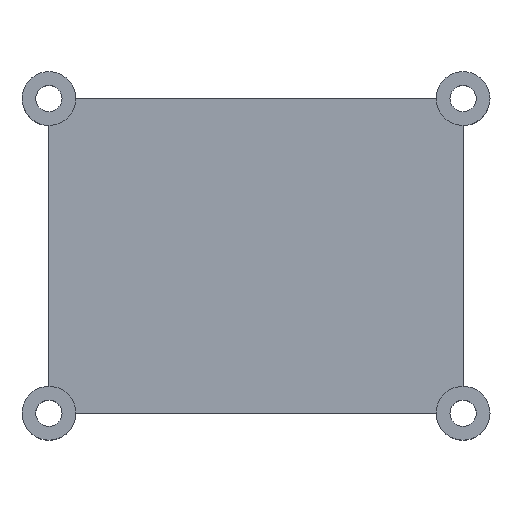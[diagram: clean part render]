
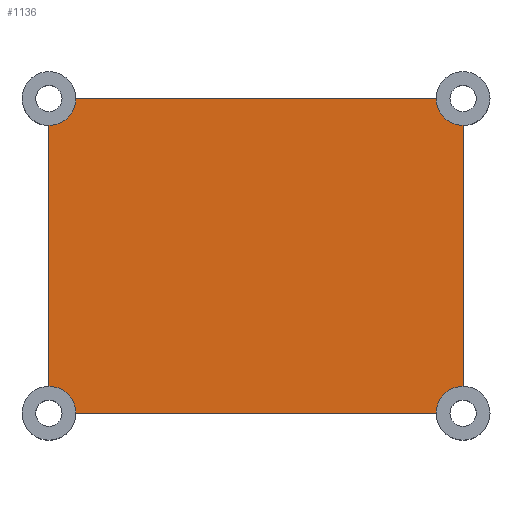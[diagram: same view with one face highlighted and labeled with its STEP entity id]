
A CAD part, top view. The second image highlights one B-rep face of the part: STEP entity #1136.
In plain terms, the highlighted planar face has unit normal (0, 0, 1).
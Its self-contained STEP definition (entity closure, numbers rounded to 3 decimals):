
#23=CIRCLE('',#1179,2.);
#27=CIRCLE('',#1185,2.);
#32=CIRCLE('',#1192,2.);
#35=CIRCLE('',#1197,2.);
#82=FACE_OUTER_BOUND('',#150,.T.);
#150=EDGE_LOOP('',(#885,#886,#887,#888,#889,#890,#891,#892));
#197=LINE('',#1593,#337);
#224=LINE('',#1695,#364);
#225=LINE('',#1697,#365);
#259=LINE('',#1761,#399);
#337=VECTOR('',#1275,10.);
#364=VECTOR('',#1386,10.);
#365=VECTOR('',#1389,10.);
#399=VECTOR('',#1427,10.);
#476=VERTEX_POINT('',#1590);
#477=VERTEX_POINT('',#1592);
#481=VERTEX_POINT('',#1604);
#484=VERTEX_POINT('',#1614);
#486=VERTEX_POINT('',#1617);
#490=VERTEX_POINT('',#1628);
#492=VERTEX_POINT('',#1637);
#494=VERTEX_POINT('',#1640);
#583=EDGE_CURVE('',#477,#476,#197,.T.);
#590=EDGE_CURVE('',#476,#481,#23,.T.);
#595=EDGE_CURVE('',#486,#484,#27,.T.);
#602=EDGE_CURVE('',#490,#477,#32,.T.);
#606=EDGE_CURVE('',#494,#492,#35,.T.);
#634=EDGE_CURVE('',#484,#490,#224,.T.);
#635=EDGE_CURVE('',#492,#486,#225,.T.);
#669=EDGE_CURVE('',#481,#494,#259,.T.);
#885=ORIENTED_EDGE('',*,*,#590,.T.);
#886=ORIENTED_EDGE('',*,*,#669,.T.);
#887=ORIENTED_EDGE('',*,*,#606,.T.);
#888=ORIENTED_EDGE('',*,*,#635,.T.);
#889=ORIENTED_EDGE('',*,*,#595,.T.);
#890=ORIENTED_EDGE('',*,*,#634,.T.);
#891=ORIENTED_EDGE('',*,*,#602,.T.);
#892=ORIENTED_EDGE('',*,*,#583,.T.);
#1076=PLANE('',#1222);
#1136=ADVANCED_FACE('',(#82),#1076,.T.);
#1179=AXIS2_PLACEMENT_3D('',#1607,#1286,#1287);
#1185=AXIS2_PLACEMENT_3D('',#1618,#1299,#1300);
#1192=AXIS2_PLACEMENT_3D('',#1631,#1315,#1316);
#1197=AXIS2_PLACEMENT_3D('',#1641,#1326,#1327);
#1222=AXIS2_PLACEMENT_3D('',#1762,#1428,#1429);
#1275=DIRECTION('',(-1.,0.,0.));
#1286=DIRECTION('center_axis',(0.,0.,-1.));
#1287=DIRECTION('ref_axis',(-1.,0.,0.));
#1299=DIRECTION('center_axis',(0.,0.,-1.));
#1300=DIRECTION('ref_axis',(-1.,0.,0.));
#1315=DIRECTION('center_axis',(0.,0.,-1.));
#1316=DIRECTION('ref_axis',(-1.,0.,0.));
#1326=DIRECTION('center_axis',(0.,0.,-1.));
#1327=DIRECTION('ref_axis',(-1.,0.,0.));
#1386=DIRECTION('',(0.,1.,0.));
#1389=DIRECTION('',(1.,0.,0.));
#1427=DIRECTION('',(0.,-1.,0.));
#1428=DIRECTION('center_axis',(0.,0.,1.));
#1429=DIRECTION('ref_axis',(1.,0.,0.));
#1590=CARTESIAN_POINT('',(125.75,-88.87,28.8));
#1592=CARTESIAN_POINT('',(152.55,-88.87,28.8));
#1593=CARTESIAN_POINT('',(123.75,-88.87,28.8));
#1604=CARTESIAN_POINT('',(123.75,-90.87,28.8));
#1607=CARTESIAN_POINT('Origin',(123.75,-88.87,28.8));
#1614=CARTESIAN_POINT('',(154.55,-110.27,28.8));
#1617=CARTESIAN_POINT('',(152.55,-112.27,28.8));
#1618=CARTESIAN_POINT('Origin',(154.55,-112.27,28.8));
#1628=CARTESIAN_POINT('',(154.55,-90.87,28.8));
#1631=CARTESIAN_POINT('Origin',(154.55,-88.87,28.8));
#1637=CARTESIAN_POINT('',(125.75,-112.27,28.8));
#1640=CARTESIAN_POINT('',(123.75,-110.27,28.8));
#1641=CARTESIAN_POINT('Origin',(123.75,-112.27,28.8));
#1695=CARTESIAN_POINT('',(154.55,-88.87,28.8));
#1697=CARTESIAN_POINT('',(154.55,-112.27,28.8));
#1761=CARTESIAN_POINT('',(123.75,-112.27,28.8));
#1762=CARTESIAN_POINT('Origin',(139.15,-100.57,28.8));
